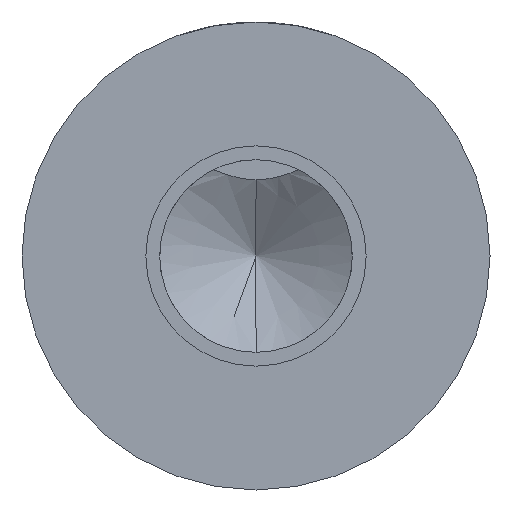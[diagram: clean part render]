
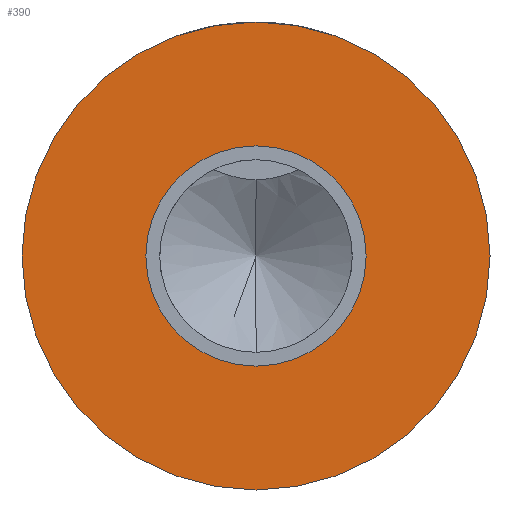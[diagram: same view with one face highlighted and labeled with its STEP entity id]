
A CAD part, front view. The second image highlights one B-rep face of the part: STEP entity #390.
In plain terms, the highlighted planar face has unit normal (0, -1, 0).
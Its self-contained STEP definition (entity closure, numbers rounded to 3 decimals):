
#6 = DIRECTION ( 'NONE',  ( 0., 0., 1. ) ) ;
#12 = ORIENTED_EDGE ( 'NONE', *, *, #587, .F. ) ;
#53 = EDGE_CURVE ( 'NONE', #339, #480, #214, .T. ) ;
#73 = CARTESIAN_POINT ( 'NONE',  ( 0., 0., 0. ) ) ;
#81 = DIRECTION ( 'NONE',  ( 0., 0., -1. ) ) ;
#145 = AXIS2_PLACEMENT_3D ( 'NONE', #73, #286, #156 ) ;
#148 = EDGE_LOOP ( 'NONE', ( #605, #818 ) ) ;
#156 = DIRECTION ( 'NONE',  ( 0., 0., -1. ) ) ;
#214 = CIRCLE ( 'NONE', #145, 8. ) ;
#216 = DIRECTION ( 'NONE',  ( 0., -1., 0. ) ) ;
#286 = DIRECTION ( 'NONE',  ( 0., -1., 0. ) ) ;
#321 = AXIS2_PLACEMENT_3D ( 'NONE', #698, #490, #6 ) ;
#325 = FACE_BOUND ( 'NONE', #148, .T. ) ;
#334 = AXIS2_PLACEMENT_3D ( 'NONE', #533, #397, #759 ) ;
#339 = VERTEX_POINT ( 'NONE', #886 ) ;
#358 = CARTESIAN_POINT ( 'NONE',  ( 0., 0., 0. ) ) ;
#390 = ADVANCED_FACE ( 'NONE', ( #325, #756 ), #753, .F. ) ;
#397 = DIRECTION ( 'NONE',  ( 0., 1., 0. ) ) ;
#447 = CIRCLE ( 'NONE', #321, 17. ) ;
#480 = VERTEX_POINT ( 'NONE', #816 ) ;
#490 = DIRECTION ( 'NONE',  ( 0., 1., 0. ) ) ;
#503 = AXIS2_PLACEMENT_3D ( 'NONE', #358, #644, #638 ) ;
#533 = CARTESIAN_POINT ( 'NONE',  ( 0., 0., 0. ) ) ;
#579 = EDGE_CURVE ( 'NONE', #480, #339, #643, .T. ) ;
#587 = EDGE_CURVE ( 'NONE', #768, #765, #716, .T. ) ;
#593 = EDGE_CURVE ( 'NONE', #765, #768, #447, .T. ) ;
#594 = CARTESIAN_POINT ( 'NONE',  ( 0., 0., 17. ) ) ;
#605 = ORIENTED_EDGE ( 'NONE', *, *, #579, .F. ) ;
#638 = DIRECTION ( 'NONE',  ( 0., 0., 1. ) ) ;
#643 = CIRCLE ( 'NONE', #844, 8. ) ;
#644 = DIRECTION ( 'NONE',  ( 0., 1., 0. ) ) ;
#697 = EDGE_LOOP ( 'NONE', ( #12, #712 ) ) ;
#698 = CARTESIAN_POINT ( 'NONE',  ( 0., 0., 0. ) ) ;
#712 = ORIENTED_EDGE ( 'NONE', *, *, #593, .F. ) ;
#716 = CIRCLE ( 'NONE', #503, 17. ) ;
#753 = PLANE ( 'NONE',  #334 ) ;
#756 = FACE_OUTER_BOUND ( 'NONE', #697, .T. ) ;
#759 = DIRECTION ( 'NONE',  ( 0., 0., 1. ) ) ;
#765 = VERTEX_POINT ( 'NONE', #594 ) ;
#768 = VERTEX_POINT ( 'NONE', #797 ) ;
#797 = CARTESIAN_POINT ( 'NONE',  ( 0., 0., -17. ) ) ;
#816 = CARTESIAN_POINT ( 'NONE',  ( 0., 0., -8. ) ) ;
#818 = ORIENTED_EDGE ( 'NONE', *, *, #53, .F. ) ;
#840 = CARTESIAN_POINT ( 'NONE',  ( 0., 0., 0. ) ) ;
#844 = AXIS2_PLACEMENT_3D ( 'NONE', #840, #216, #81 ) ;
#886 = CARTESIAN_POINT ( 'NONE',  ( 0., 0., 8. ) ) ;
